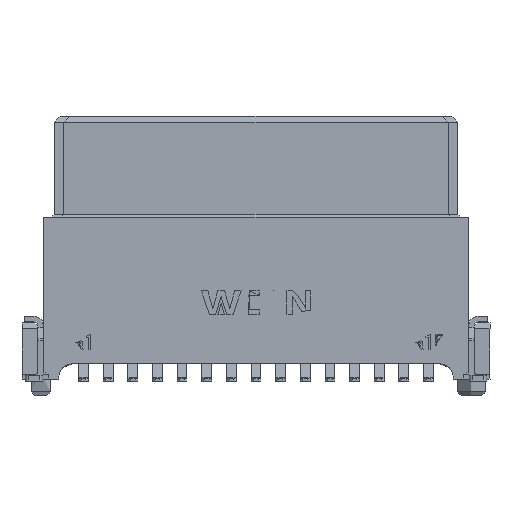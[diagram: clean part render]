
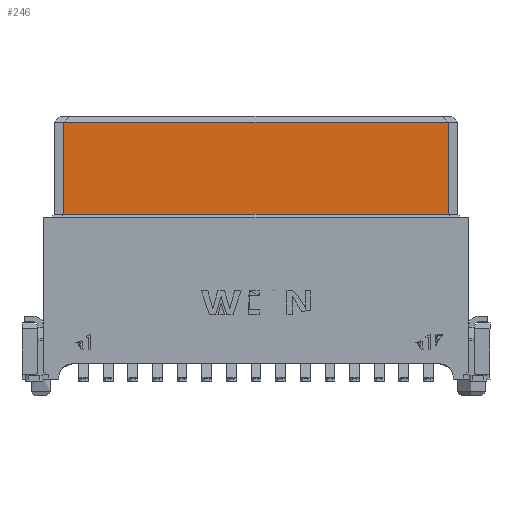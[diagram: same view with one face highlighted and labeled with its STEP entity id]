
A CAD part, front view. The second image highlights one B-rep face of the part: STEP entity #246.
In plain terms, the highlighted planar face has unit normal (0, -1, 0).
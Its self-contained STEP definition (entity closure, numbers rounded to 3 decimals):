
#207=CARTESIAN_POINT('',(0.,-1.525,10.95));
#208=DIRECTION('',(1.,0.,0.));
#209=DIRECTION('',(0.,-1.,0.));
#210=AXIS2_PLACEMENT_3D('',#207,#209,#208);
#211=PLANE('',#210);
#212=CARTESIAN_POINT('',(-9.9,-1.525,13.25));
#213=VERTEX_POINT('',#212);
#214=CARTESIAN_POINT('',(-9.9,-1.525,8.5));
#215=VERTEX_POINT('',#214);
#216=CARTESIAN_POINT('',(-9.9,-1.525,13.25));
#217=DIRECTION('',(0.,0.,-1.));
#218=VECTOR('',#217,4.75);
#219=LINE('',#216,#218);
#220=EDGE_CURVE('',#213,#215,#219,.T.);
#221=ORIENTED_EDGE('',*,*,#220,.T.);
#222=CARTESIAN_POINT('',(9.9,-1.525,8.5));
#223=VERTEX_POINT('',#222);
#224=CARTESIAN_POINT('',(-9.9,-1.525,8.5));
#225=DIRECTION('',(1.,0.,0.));
#226=VECTOR('',#225,19.8);
#227=LINE('',#224,#226);
#228=EDGE_CURVE('',#215,#223,#227,.T.);
#229=ORIENTED_EDGE('',*,*,#228,.T.);
#230=CARTESIAN_POINT('',(9.9,-1.525,13.25));
#231=VERTEX_POINT('',#230);
#232=CARTESIAN_POINT('',(9.9,-1.525,8.5));
#233=DIRECTION('',(0.,0.,1.));
#234=VECTOR('',#233,4.75);
#235=LINE('',#232,#234);
#236=EDGE_CURVE('',#223,#231,#235,.T.);
#237=ORIENTED_EDGE('',*,*,#236,.T.);
#238=CARTESIAN_POINT('',(9.9,-1.525,13.25));
#239=DIRECTION('',(-1.,0.,0.));
#240=VECTOR('',#239,19.8);
#241=LINE('',#238,#240);
#242=EDGE_CURVE('',#231,#213,#241,.T.);
#243=ORIENTED_EDGE('',*,*,#242,.T.);
#244=EDGE_LOOP('',(#221,#229,#237,#243));
#245=FACE_OUTER_BOUND('',#244,.T.);
#246=ADVANCED_FACE('',(#245),#211,.T.);
